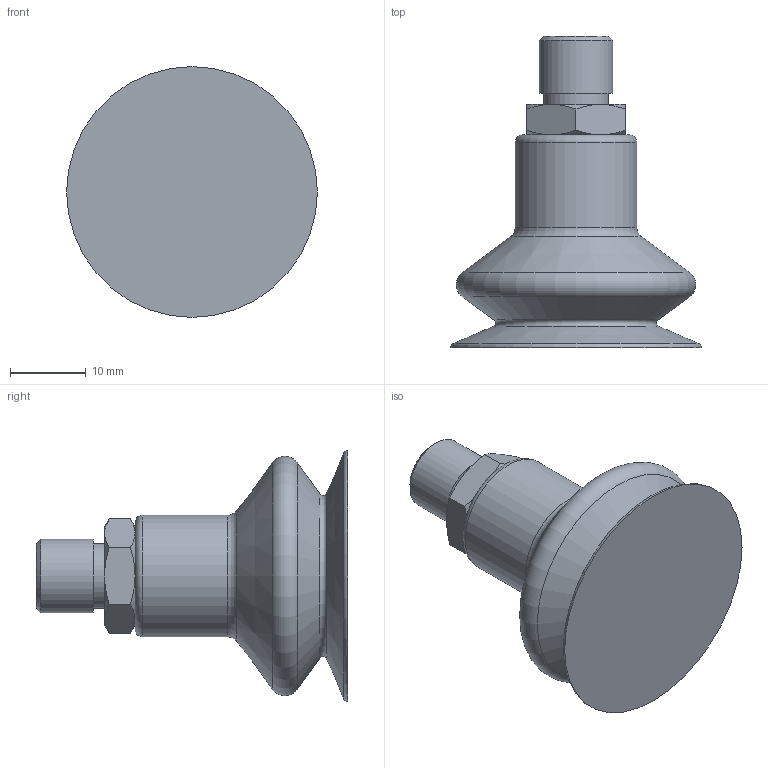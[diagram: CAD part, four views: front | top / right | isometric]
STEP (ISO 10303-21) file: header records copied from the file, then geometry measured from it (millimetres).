
FILE_DESCRIPTION(/* description */ (''),/* implementation_level */ '2;1');
FILE_NAME(/* name */ 'vf34pur_comercial_rac3r1-8m.stp',/* time_stamp */ '2025-02-07T13:29:54+01:00',/* author */ ('enginyeria2'),/* organization */ (''),/* preprocessor_version */ 'ST-DEVELOPER v20',/* originating_system */ 'Autodesk Inventor 2024',/* authorisation */ '');
FILE_SCHEMA (('AUTOMOTIVE_DESIGN { 1 0 10303 214 3 1 1 }'));
Length unit declared in the file: millimetre
Products named in the file (1): vf34pur_comercial_rac3r1-8m
Bounding box: 33 x 41 x 33 mm (x, y, z)
Volume: 12046.3 mm3; surface area: 4277.4 mm2
Topology: 1 solids, 1 shells, 38 faces, 82 edges, 50 vertices
Faces by surface type: cone 17, plane 12, torus 5, cylinder 4
Full cylindrical faces by diameter (mm): 3 x1, 8.566 x1, 9.728 x1, 16 x1
Entity records: 1076 total; most frequent: CARTESIAN_POINT 219, DIRECTION 179, ORIENTED_EDGE 164, EDGE_CURVE 82, AXIS2_PLACEMENT_3D 82, VERTEX_POINT 50, CIRCLE 43, EDGE_LOOP 42
